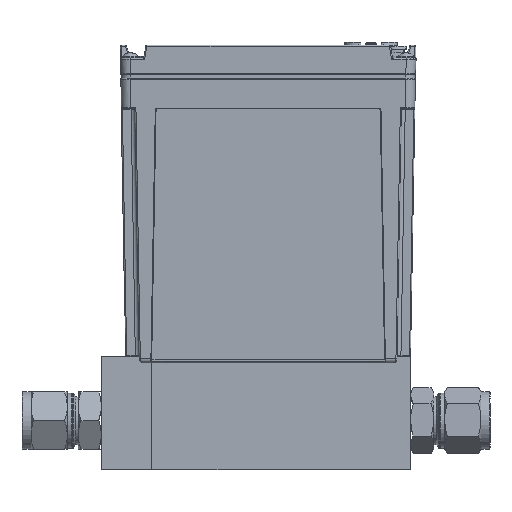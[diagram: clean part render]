
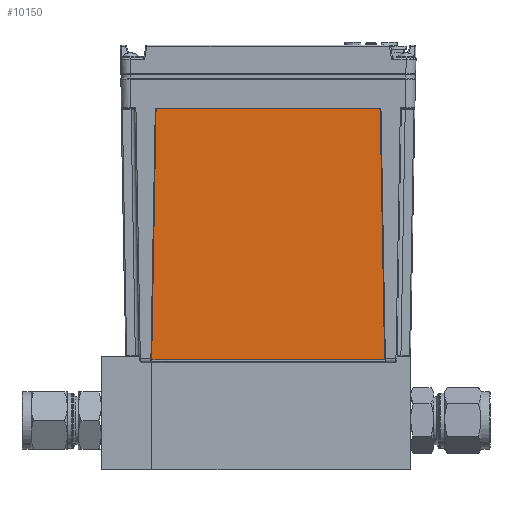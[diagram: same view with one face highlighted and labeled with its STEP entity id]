
A CAD part, top view. The second image highlights one B-rep face of the part: STEP entity #10150.
In plain terms, the highlighted planar face has unit normal (0, -0.018, 1).
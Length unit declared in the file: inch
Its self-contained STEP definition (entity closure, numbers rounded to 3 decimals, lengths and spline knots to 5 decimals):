
#98 = FACE_OUTER_BOUND ( 'NONE', #33704, .T. ) ;
#1018 = VECTOR ( 'NONE', #18700, 39.37008 ) ;
#3559 = CARTESIAN_POINT ( 'NONE',  ( -2.74315, 0.82953, 0.96338 ) ) ;
#3560 = DIRECTION ( 'NONE',  ( 0., -0.017, 1. ) ) ;
#3561 = DIRECTION ( 'NONE',  ( 1., 0., 0. ) ) ;
#3627 = LINE ( 'NONE', #3628, #17133 ) ;
#3628 = CARTESIAN_POINT ( 'NONE',  ( 0.7905, 0.80953, 0.96303 ) ) ;
#3629 = DIRECTION ( 'NONE',  ( -0.017, 1., 0.017 ) ) ;
#3636 = LINE ( 'NONE', #3637, #17243 ) ;
#3637 = CARTESIAN_POINT ( 'NONE',  ( 0.7235, 4.63895, 1.02987 ) ) ;
#3638 = DIRECTION ( 'NONE',  ( -1., 0., 0. ) ) ;
#8940 = EDGE_CURVE ( 'NONE', #32896, #34335, #42072, .T. ) ;
#8956 = EDGE_CURVE ( 'NONE', #34312, #34345, #3627, .T. ) ;
#8959 = EDGE_CURVE ( 'NONE', #34348, #34330, #3636, .T. ) ;
#9187 = EDGE_CURVE ( 'NONE', #32840, #32896, #13858, .T. ) ;
#9620 = EDGE_CURVE ( 'NONE', #34345, #34348, #29709, .T. ) ;
#9625 = EDGE_CURVE ( 'NONE', #34330, #32840, #29540, .T. ) ;
#9801 = EDGE_CURVE ( 'NONE', #34316, #34312, #32184, .T. ) ;
#9805 = EDGE_CURVE ( 'NONE', #34335, #34316, #18380, .T. ) ;
#10150 = ADVANCED_FACE ( 'NONE', ( #98 ), #41892, .T. ) ;
#13858 = LINE ( 'NONE', #13859, #22602 ) ;
#13859 = CARTESIAN_POINT ( 'NONE',  ( -2.6965, 4.63895, 1.02987 ) ) ;
#13861 = DIRECTION ( 'NONE',  ( -0.017, -1., -0.017 ) ) ;
#17133 = VECTOR ( 'NONE', #3629, 39.37008 ) ;
#17243 = VECTOR ( 'NONE', #3638, 39.37008 ) ;
#17695 = CARTESIAN_POINT ( 'NONE',  ( -2.7635, 0.80953, 0.96303 ) ) ;
#18380 = LINE ( 'NONE', #17695, #1018 ) ;
#18700 = DIRECTION ( 'NONE',  ( 1., 0., 0. ) ) ;
#20314 = CARTESIAN_POINT ( 'NONE',  ( 0.79014, 0.82988, 0.96339 ) ) ;
#20315 = CARTESIAN_POINT ( 'NONE',  ( 0.77015, 0.80953, 0.96303 ) ) ;
#20319 = CARTESIAN_POINT ( 'NONE',  ( -2.67685, 4.63895, 1.02987 ) ) ;
#20322 = CARTESIAN_POINT ( 'NONE',  ( -2.74315, 0.80953, 0.96303 ) ) ;
#20327 = CARTESIAN_POINT ( 'NONE',  ( 0.72384, 4.6193, 1.02953 ) ) ;
#20329 = CARTESIAN_POINT ( 'NONE',  ( 0.70385, 4.63895, 1.02987 ) ) ;
#22602 = VECTOR ( 'NONE', #13861, 39.37008 ) ;
#27440 = CARTESIAN_POINT ( 'NONE',  ( -2.76314, 0.82988, 0.96339 ) ) ;
#27450 = CARTESIAN_POINT ( 'NONE',  ( -2.69684, 4.6193, 1.02953 ) ) ;
#29539 = AXIS2_PLACEMENT_3D ( 'NONE', #41351, #41352, #41353 ) ;
#29540 = CIRCLE ( 'NONE', #29539, 0.02 ) ;
#29659 = AXIS2_PLACEMENT_3D ( 'NONE', #41329, #41330, #41331 ) ;
#29709 = CIRCLE ( 'NONE', #29659, 0.02 ) ;
#31702 = AXIS2_PLACEMENT_3D ( 'NONE', #36408, #36410, #36411 ) ;
#32184 = CIRCLE ( 'NONE', #31702, 0.02 ) ;
#32840 = VERTEX_POINT ( 'NONE', #27450 ) ;
#32896 = VERTEX_POINT ( 'NONE', #27440 ) ;
#33704 = EDGE_LOOP ( 'NONE', ( #38963, #39695, #39552, #39609, #39559, #39152, #39555, #39033 ) ) ;
#34312 = VERTEX_POINT ( 'NONE', #20314 ) ;
#34316 = VERTEX_POINT ( 'NONE', #20315 ) ;
#34330 = VERTEX_POINT ( 'NONE', #20319 ) ;
#34335 = VERTEX_POINT ( 'NONE', #20322 ) ;
#34345 = VERTEX_POINT ( 'NONE', #20327 ) ;
#34348 = VERTEX_POINT ( 'NONE', #20329 ) ;
#36408 = CARTESIAN_POINT ( 'NONE',  ( 0.77015, 0.82953, 0.96338 ) ) ;
#36410 = DIRECTION ( 'NONE',  ( 0., -0.017, 1. ) ) ;
#36411 = DIRECTION ( 'NONE',  ( 1., 0., 0. ) ) ;
#37762 = AXIS2_PLACEMENT_3D ( 'NONE', #41889, #41882, #41881 ) ;
#38963 = ORIENTED_EDGE ( 'NONE', *, *, #9805, .T. ) ;
#39033 = ORIENTED_EDGE ( 'NONE', *, *, #8940, .T. ) ;
#39152 = ORIENTED_EDGE ( 'NONE', *, *, #9625, .T. ) ;
#39552 = ORIENTED_EDGE ( 'NONE', *, *, #8956, .T. ) ;
#39555 = ORIENTED_EDGE ( 'NONE', *, *, #9187, .T. ) ;
#39559 = ORIENTED_EDGE ( 'NONE', *, *, #8959, .T. ) ;
#39609 = ORIENTED_EDGE ( 'NONE', *, *, #9620, .T. ) ;
#39695 = ORIENTED_EDGE ( 'NONE', *, *, #9801, .T. ) ;
#41329 = CARTESIAN_POINT ( 'NONE',  ( 0.70385, 4.61895, 1.02953 ) ) ;
#41330 = DIRECTION ( 'NONE',  ( 0., -0.017, 1. ) ) ;
#41331 = DIRECTION ( 'NONE',  ( 1., 0., 0. ) ) ;
#41351 = CARTESIAN_POINT ( 'NONE',  ( -2.67685, 4.61895, 1.02953 ) ) ;
#41352 = DIRECTION ( 'NONE',  ( 0., -0.017, 1. ) ) ;
#41353 = DIRECTION ( 'NONE',  ( 1., 0., 0. ) ) ;
#41881 = DIRECTION ( 'NONE',  ( 1., 0., 0. ) ) ;
#41882 = DIRECTION ( 'NONE',  ( 0., -0.017, 1. ) ) ;
#41889 = CARTESIAN_POINT ( 'NONE',  ( -0.9865, 4.63895, 1.02987 ) ) ;
#41892 = PLANE ( 'NONE',  #37762 ) ;
#42072 = CIRCLE ( 'NONE', #42133, 0.02 ) ;
#42133 = AXIS2_PLACEMENT_3D ( 'NONE', #3559, #3560, #3561 ) ;
